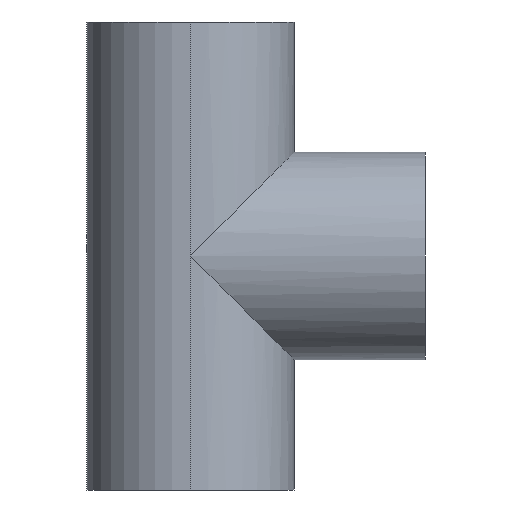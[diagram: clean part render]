
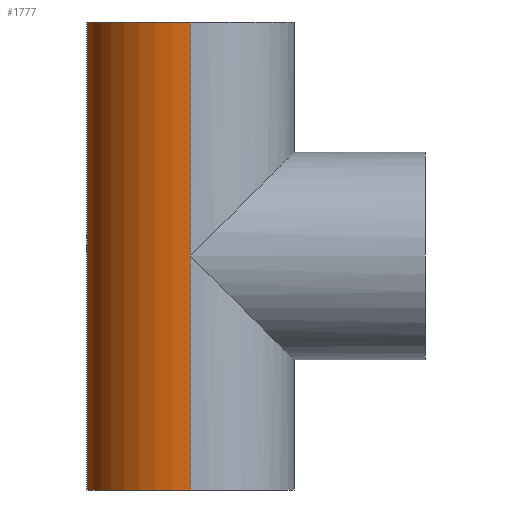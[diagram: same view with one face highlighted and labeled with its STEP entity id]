
A CAD part, left-side view. The second image highlights one B-rep face of the part: STEP entity #1777.
In plain terms, the highlighted cylindrical face has radius 16.85 mm (diameter 33.7 mm), a partial arc.
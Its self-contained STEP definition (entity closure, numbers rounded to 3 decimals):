
#222 = CARTESIAN_POINT ( 'NONE',  ( 16.85, 0., -38. ) ) ;
#401 = CIRCLE ( 'NONE', #6334, 16.85 ) ;
#635 = VECTOR ( 'NONE', #1559, 1000. ) ;
#732 = ORIENTED_EDGE ( 'NONE', *, *, #8117, .F. ) ;
#880 = DIRECTION ( 'NONE',  ( 0., 0., -1. ) ) ;
#1056 = ORIENTED_EDGE ( 'NONE', *, *, #10642, .F. ) ;
#1191 = CARTESIAN_POINT ( 'NONE',  ( 16.85, 0., 38. ) ) ;
#1443 = EDGE_CURVE ( 'NONE', #9469, #4888, #4474, .T. ) ;
#1479 = CARTESIAN_POINT ( 'NONE',  ( -16.85, 0., 38. ) ) ;
#1559 = DIRECTION ( 'NONE',  ( 0., 0., -1. ) ) ;
#1777 = ADVANCED_FACE ( 'NONE', ( #5130 ), #7141, .T. ) ;
#2243 = AXIS2_PLACEMENT_3D ( 'NONE', #6158, #2750, #4476 ) ;
#2702 = VERTEX_POINT ( 'NONE', #7038 ) ;
#2750 = DIRECTION ( 'NONE',  ( 0., 0., 1. ) ) ;
#2764 = ORIENTED_EDGE ( 'NONE', *, *, #1443, .F. ) ;
#3060 = CARTESIAN_POINT ( 'NONE',  ( 16.85, 0., 0. ) ) ;
#3179 = VECTOR ( 'NONE', #880, 1000. ) ;
#3365 = CARTESIAN_POINT ( 'NONE',  ( 16.85, 0., 38. ) ) ;
#3801 = LINE ( 'NONE', #5215, #7852 ) ;
#3831 = DIRECTION ( 'NONE',  ( 0., 0., 1. ) ) ;
#3931 = DIRECTION ( 'NONE',  ( -1., 0., 0. ) ) ;
#4333 = ORIENTED_EDGE ( 'NONE', *, *, #10404, .T. ) ;
#4474 = CIRCLE ( 'NONE', #2243, 16.85 ) ;
#4476 = DIRECTION ( 'NONE',  ( 1., 0., 0. ) ) ;
#4637 = VERTEX_POINT ( 'NONE', #10425 ) ;
#4868 = AXIS2_PLACEMENT_3D ( 'NONE', #9942, #5643, #3931 ) ;
#4888 = VERTEX_POINT ( 'NONE', #9978 ) ;
#5130 = FACE_OUTER_BOUND ( 'NONE', #8598, .T. ) ;
#5215 = CARTESIAN_POINT ( 'NONE',  ( 16.85, 0., 38. ) ) ;
#5252 = DIRECTION ( 'NONE',  ( 0., 0., -1. ) ) ;
#5300 = VECTOR ( 'NONE', #6571, 1000. ) ;
#5433 = LINE ( 'NONE', #8498, #3179 ) ;
#5643 = DIRECTION ( 'NONE',  ( 0., 0., -1. ) ) ;
#6158 = CARTESIAN_POINT ( 'NONE',  ( 0., 0., 38. ) ) ;
#6195 = VERTEX_POINT ( 'NONE', #3060 ) ;
#6334 = AXIS2_PLACEMENT_3D ( 'NONE', #8986, #3831, #9842 ) ;
#6571 = DIRECTION ( 'NONE',  ( 0., 0., -1. ) ) ;
#6820 = ORIENTED_EDGE ( 'NONE', *, *, #9954, .T. ) ;
#7038 = CARTESIAN_POINT ( 'NONE',  ( -16.85, 0., 0. ) ) ;
#7052 = LINE ( 'NONE', #1479, #5300 ) ;
#7141 = CYLINDRICAL_SURFACE ( 'NONE', #4868, 16.85 ) ;
#7211 = VERTEX_POINT ( 'NONE', #222 ) ;
#7852 = VECTOR ( 'NONE', #5252, 1000. ) ;
#8117 = EDGE_CURVE ( 'NONE', #2702, #4637, #5433, .T. ) ;
#8303 = EDGE_CURVE ( 'NONE', #7211, #4637, #401, .T. ) ;
#8498 = CARTESIAN_POINT ( 'NONE',  ( -16.85, 0., 38. ) ) ;
#8598 = EDGE_LOOP ( 'NONE', ( #2764, #6820, #4333, #9090, #732, #1056 ) ) ;
#8986 = CARTESIAN_POINT ( 'NONE',  ( 0., 0., -38. ) ) ;
#9090 = ORIENTED_EDGE ( 'NONE', *, *, #8303, .T. ) ;
#9469 = VERTEX_POINT ( 'NONE', #1191 ) ;
#9478 = LINE ( 'NONE', #3365, #635 ) ;
#9842 = DIRECTION ( 'NONE',  ( 1., 0., 0. ) ) ;
#9942 = CARTESIAN_POINT ( 'NONE',  ( 0., 0., 38. ) ) ;
#9954 = EDGE_CURVE ( 'NONE', #9469, #6195, #9478, .T. ) ;
#9978 = CARTESIAN_POINT ( 'NONE',  ( -16.85, 0., 38. ) ) ;
#10404 = EDGE_CURVE ( 'NONE', #6195, #7211, #3801, .T. ) ;
#10425 = CARTESIAN_POINT ( 'NONE',  ( -16.85, 0., -38. ) ) ;
#10642 = EDGE_CURVE ( 'NONE', #4888, #2702, #7052, .T. ) ;
